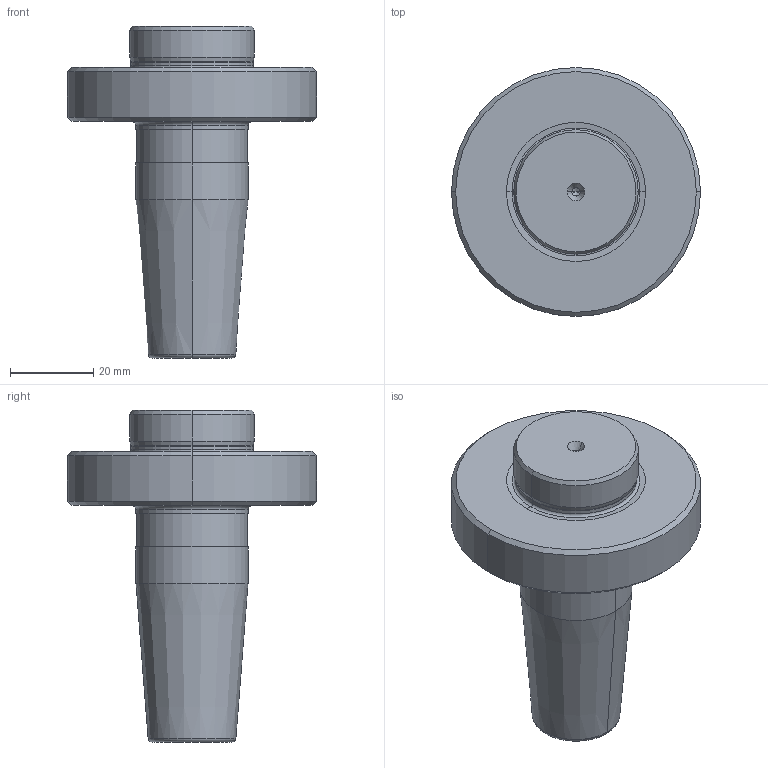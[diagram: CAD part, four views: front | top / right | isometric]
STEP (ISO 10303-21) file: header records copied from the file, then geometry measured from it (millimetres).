
FILE_DESCRIPTION((''),'2;1');
FILE_NAME('30535261','2016-02-26T',('bahnemannr'),(''),'PRO/ENGINEER BY PARAMETRIC TECHNOLOGY CORPORATION, 2011220','PRO/ENGINEER BY PARAMETRIC TECHNOLOGY CORPORATION, 2011220','');
FILE_SCHEMA(('AUTOMOTIVE_DESIGN_CC2 { 1 2 10303 214 -1 1 5 2 }'));
Length unit declared in the file: millimetre
Products named in the file (1): 30535261
Bounding box: 60 x 60 x 80 mm (x, y, z)
Volume: 70542.2 mm3; surface area: 13723.5 mm2
Topology: 1 solids, 1 shells, 49 faces, 184 edges, 146 vertices
Faces by surface type: cone 16, cylinder 16, torus 10, plane 7
Entity records: 2519 total; most frequent: DIRECTION 389, CARTESIAN_POINT 302, PRESENTATION_STYLE_ASSIGNMENT 202, STYLED_ITEM 202, CURVE_STYLE 199, ORIENTED_EDGE 192, AXIS2_PLACEMENT_3D 143, VECTOR 103
